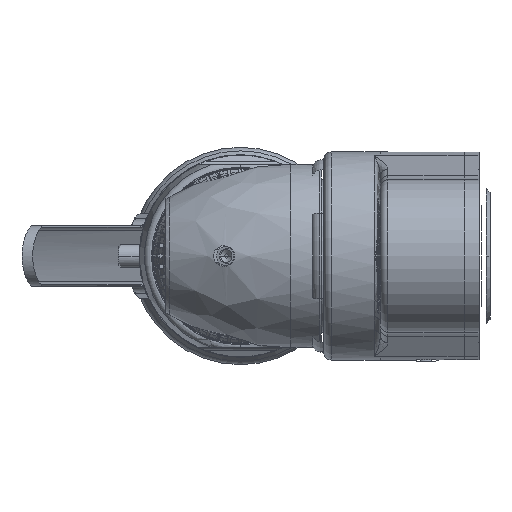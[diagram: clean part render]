
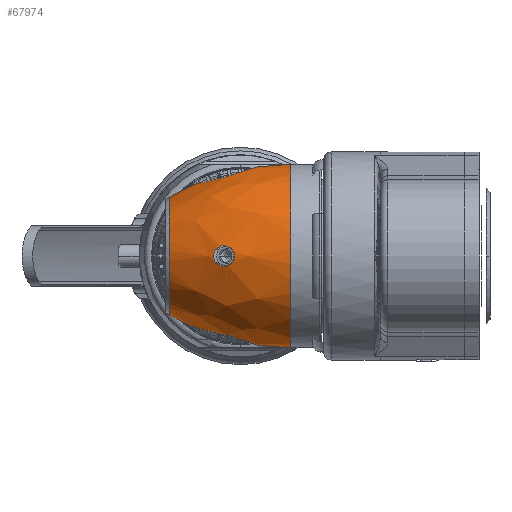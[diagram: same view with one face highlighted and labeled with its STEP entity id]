
A CAD part, left-side view. The second image highlights one B-rep face of the part: STEP entity #67974.
In plain terms, the highlighted free-form (B-spline) face has degree [3, 3] with [7, 4] control points.
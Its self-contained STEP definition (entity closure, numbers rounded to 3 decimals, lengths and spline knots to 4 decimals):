
#55454=CARTESIAN_POINT('',(-9.5647,0.584,0.));
#55455=DIRECTION('',(0.,1.,0.));
#55456=DIRECTION('',(0.675,0.,-0.738));
#55457=AXIS2_PLACEMENT_3D('',#55454,#55455,#55456);
#55459=CARTESIAN_POINT('',(-10.2149,0.2192,0.));
#55460=CARTESIAN_POINT('',(-10.2149,0.2192,
-0.009));
#55461=CARTESIAN_POINT('',(-10.2155,0.2166,
-0.0262));
#55462=CARTESIAN_POINT('',(-10.2181,0.2042,
-0.0511));
#55463=CARTESIAN_POINT('',(-10.2223,0.1854,
-0.0698));
#55464=CARTESIAN_POINT('',(-10.2279,0.163,
-0.0818));
#55465=CARTESIAN_POINT('',(-10.2351,0.1369,
-0.0865));
#55466=CARTESIAN_POINT('',(-10.2429,0.111,
-0.0823));
#55467=CARTESIAN_POINT('',(-10.2503,0.0886,
-0.0705));
#55468=CARTESIAN_POINT('',(-10.2567,0.0703,
-0.0518));
#55469=CARTESIAN_POINT('',(-10.2612,0.0581,
-0.0266));
#55470=CARTESIAN_POINT('',(-10.2621,0.0555,
-0.0091));
#55471=CARTESIAN_POINT('',(-10.2621,0.0555,0.));
#55473=CARTESIAN_POINT('',(-10.2621,0.0555,0.));
#55474=CARTESIAN_POINT('',(-10.2621,0.0555,
0.0075));
#55475=CARTESIAN_POINT('',(-10.2615,0.0573,
0.0222));
#55476=CARTESIAN_POINT('',(-10.2582,0.066,
0.0445));
#55477=CARTESIAN_POINT('',(-10.2531,0.0803,
0.063));
#55478=CARTESIAN_POINT('',(-10.2474,0.0973,
0.0756));
#55479=CARTESIAN_POINT('',(-10.2413,0.1162,
0.0834));
#55480=CARTESIAN_POINT('',(-10.2343,0.1395,
0.0862));
#55481=CARTESIAN_POINT('',(-10.2276,0.164,
0.0813));
#55482=CARTESIAN_POINT('',(-10.2222,0.1859,
0.0694));
#55483=CARTESIAN_POINT('',(-10.2181,0.204,
0.0512));
#55484=CARTESIAN_POINT('',(-10.2155,0.2166,
0.0263));
#55485=CARTESIAN_POINT('',(-10.2149,0.2192,
0.0091));
#55486=CARTESIAN_POINT('',(-10.2149,0.2192,0.));
#55502=CARTESIAN_POINT('',(-9.5647,-0.416,0.));
#55503=DIRECTION('',(0.,1.,0.));
#55504=DIRECTION('',(0.659,0.,-0.752));
#55505=AXIS2_PLACEMENT_3D('',#55502,#55503,#55504);
#55682=CARTESIAN_POINT('',(-9.2367,0.584,
0.3583));
#55683=CARTESIAN_POINT('',(-9.2485,0.5646,
0.3843));
#55684=CARTESIAN_POINT('',(-9.2725,0.5243,
0.4309));
#55685=CARTESIAN_POINT('',(-9.3056,0.4645,
0.4858));
#55686=CARTESIAN_POINT('',(-9.3345,0.4057,
0.5301));
#55687=CARTESIAN_POINT('',(-9.3574,0.3487,
0.5655));
#55688=CARTESIAN_POINT('',(-9.373,0.2936,
0.5938));
#55689=CARTESIAN_POINT('',(-9.3808,0.2365,
0.6179));
#55690=CARTESIAN_POINT('',(-9.3782,0.1734,
0.6387));
#55691=CARTESIAN_POINT('',(-9.3626,0.1056,
0.6546));
#55692=CARTESIAN_POINT('',(-9.3355,0.0344,
0.6646));
#55693=CARTESIAN_POINT('',(-9.298,-0.0423,
0.6682));
#55694=CARTESIAN_POINT('',(-9.2519,-0.1248,
0.6635));
#55695=CARTESIAN_POINT('',(-9.1979,-0.2139,
0.6485));
#55696=CARTESIAN_POINT('',(-9.1369,-0.3103,
0.6197));
#55697=CARTESIAN_POINT('',(-9.0914,-0.3804,
0.5874));
#55698=CARTESIAN_POINT('',(-9.0681,-0.416,
0.567));
#55752=CARTESIAN_POINT('',(-9.0681,-0.416,
-0.567));
#55753=CARTESIAN_POINT('',(-9.0913,-0.3805,
-0.5873));
#55754=CARTESIAN_POINT('',(-9.1366,-0.3108,
-0.6195));
#55755=CARTESIAN_POINT('',(-9.1974,-0.2148,
-0.6483));
#55756=CARTESIAN_POINT('',(-9.2511,-0.126,
-0.6634));
#55757=CARTESIAN_POINT('',(-9.2972,-0.0439,
-0.6681));
#55758=CARTESIAN_POINT('',(-9.3346,0.0325,
-0.6648));
#55759=CARTESIAN_POINT('',(-9.3619,0.1033,
-0.655));
#55760=CARTESIAN_POINT('',(-9.3779,0.1709,
-0.6394));
#55761=CARTESIAN_POINT('',(-9.381,0.2343,
-0.6187));
#55762=CARTESIAN_POINT('',(-9.3733,0.2919,
-0.5946));
#55763=CARTESIAN_POINT('',(-9.3578,0.3475,
-0.5662));
#55764=CARTESIAN_POINT('',(-9.335,0.4047,
-0.5308));
#55765=CARTESIAN_POINT('',(-9.306,0.4639,
-0.4864));
#55766=CARTESIAN_POINT('',(-9.2727,0.5239,
-0.4313));
#55767=CARTESIAN_POINT('',(-9.2486,0.5645,
-0.3845));
#55768=CARTESIAN_POINT('',(-9.2367,0.584,
-0.3583));
#66208=VERTEX_POINT('',#55682);
#66209=VERTEX_POINT('',#55698);
#66212=VERTEX_POINT('',#55752);
#66213=VERTEX_POINT('',#55768);
#67905=VERTEX_POINT('',#55471);
#67906=VERTEX_POINT('',#55459);
#67930=CARTESIAN_POINT('',(-9.0067,-0.4369,
-0.5065));
#67931=CARTESIAN_POINT('',(-9.0039,-0.0694,
-0.5091));
#67932=CARTESIAN_POINT('',(-9.0743,0.2857,
-0.4452));
#67933=CARTESIAN_POINT('',(-9.2129,0.6021,
-0.3194));
#67934=CARTESIAN_POINT('',(-9.556,-0.4369,
-1.1117));
#67935=CARTESIAN_POINT('',(-9.5559,-0.0694,
-1.1174));
#67936=CARTESIAN_POINT('',(-9.557,0.2857,
-0.977));
#67937=CARTESIAN_POINT('',(-9.5592,0.6021,
-0.701));
#67938=CARTESIAN_POINT('',(-10.3184,-0.4369,
-0.8173));
#67939=CARTESIAN_POINT('',(-10.3222,-0.0694,
-0.8214));
#67940=CARTESIAN_POINT('',(-10.2271,0.2857,
-0.7183));
#67941=CARTESIAN_POINT('',(-10.04,0.6021,
-0.5154));
#67942=CARTESIAN_POINT('',(-10.3184,-0.4369,0.));
#67943=CARTESIAN_POINT('',(-10.3222,-0.0694,0.));
#67944=CARTESIAN_POINT('',(-10.2271,0.2857,0.));
#67945=CARTESIAN_POINT('',(-10.04,0.6021,0.));
#67946=CARTESIAN_POINT('',(-10.3184,-0.4369,
0.8173));
#67947=CARTESIAN_POINT('',(-10.3222,-0.0694,
0.8214));
#67948=CARTESIAN_POINT('',(-10.2271,0.2857,
0.7183));
#67949=CARTESIAN_POINT('',(-10.04,0.6021,
0.5154));
#67950=CARTESIAN_POINT('',(-9.556,-0.4369,
1.1117));
#67951=CARTESIAN_POINT('',(-9.5559,-0.0694,
1.1174));
#67952=CARTESIAN_POINT('',(-9.557,0.2857,
0.977));
#67953=CARTESIAN_POINT('',(-9.5592,0.6021,
0.701));
#67954=CARTESIAN_POINT('',(-9.0067,-0.4369,
0.5065));
#67955=CARTESIAN_POINT('',(-9.0039,-0.0694,
0.5091));
#67956=CARTESIAN_POINT('',(-9.0743,0.2857,
0.4452));
#67957=CARTESIAN_POINT('',(-9.2129,0.6021,
0.3194));
#67958=(BOUNDED_SURFACE()B_SPLINE_SURFACE(3,3,((#67930,#67931,#67932,#67933),(
#67934,#67935,#67936,#67937),(#67938,#67939,#67940,#67941),(#67942,#67943,
#67944,#67945),(#67946,#67947,#67948,#67949),(#67950,#67951,#67952,#67953),(
#67954,#67955,#67956,#67957)),.UNSPECIFIED.,.F.,.F.,.F.)B_SPLINE_SURFACE_WITH_KNOTS((4,3,4),(4,4),(0.,1.,2.),(0.,1.),.UNSPECIFIED.)GEOMETRIC_REPRESENTATION_ITEM()RATIONAL_B_SPLINE_SURFACE(((1.498,1.461,
1.461,1.498),(0.859,0.838,
0.838,0.859),(0.859,0.838,
0.838,0.859),(1.498,1.461,
1.461,1.498),(0.859,0.838,
0.838,0.859),(0.859,0.838,
0.838,0.859),(1.498,1.461,
1.461,1.498)))REPRESENTATION_ITEM('')SURFACE());
#67960=ORIENTED_EDGE('',*,*,#67959,.T.);
#67962=ORIENTED_EDGE('',*,*,#67961,.F.);
#67964=ORIENTED_EDGE('',*,*,#67963,.T.);
#67965=ORIENTED_EDGE('',*,*,#67923,.T.);
#67966=EDGE_LOOP('',(#67960,#67962,#67964,#67965));
#67967=FACE_OUTER_BOUND('',#67966,.F.);
#67969=ORIENTED_EDGE('',*,*,#67968,.T.);
#67971=ORIENTED_EDGE('',*,*,#67970,.T.);
#67972=EDGE_LOOP('',(#67969,#67971));
#67973=FACE_BOUND('',#67972,.F.);
#67974=ADVANCED_FACE('',(#67967,#67973),#67958,.T.);
#55458=CIRCLE('',#55457,0.4858);
#55472=B_SPLINE_CURVE_WITH_KNOTS('',3,(#55459,#55460,#55461,#55462,#55463,
#55464,#55465,#55466,#55467,#55468,#55469,#55470,#55471),.UNSPECIFIED.,.F.,.F.,(
4,1,1,1,1,1,1,1,1,1,4),(0.,0.1,0.2,0.3,0.4,0.5,0.6,0.7,0.8,
0.9,1.),.UNSPECIFIED.);
#55487=B_SPLINE_CURVE_WITH_KNOTS('',3,(#55473,#55474,#55475,#55476,#55477,
#55478,#55479,#55480,#55481,#55482,#55483,#55484,#55485,#55486),.UNSPECIFIED.,
.F.,.F.,(4,1,1,1,1,1,1,1,1,1,1,4),(0.,0.0909,0.1818,
0.2727,0.3636,0.4545,0.5455,
0.6364,0.7273,0.8182,0.9091,1.),
.UNSPECIFIED.);
#55506=CIRCLE('',#55505,0.7538);
#55699=B_SPLINE_CURVE_WITH_KNOTS('',3,(#55682,#55683,#55684,#55685,#55686,
#55687,#55688,#55689,#55690,#55691,#55692,#55693,#55694,#55695,#55696,#55697,
#55698),.UNSPECIFIED.,.F.,.F.,(4,1,1,1,1,1,1,1,1,1,1,1,1,1,4),(0.,
0.0714,0.1429,0.2143,0.2857,
0.3571,0.4286,0.5,0.5714,0.6429,
0.7143,0.7857,0.8571,0.9286,1.),
.UNSPECIFIED.);
#55769=B_SPLINE_CURVE_WITH_KNOTS('',3,(#55752,#55753,#55754,#55755,#55756,
#55757,#55758,#55759,#55760,#55761,#55762,#55763,#55764,#55765,#55766,#55767,
#55768),.UNSPECIFIED.,.F.,.F.,(4,1,1,1,1,1,1,1,1,1,1,1,1,1,4),(0.,
0.0714,0.1429,0.2143,0.2857,
0.3571,0.4286,0.5,0.5714,0.6429,
0.7143,0.7857,0.8571,0.9286,1.),
.UNSPECIFIED.);
#67923=EDGE_CURVE('',#66213,#66208,#55458,.T.);
#67959=EDGE_CURVE('',#66208,#66209,#55699,.T.);
#67961=EDGE_CURVE('',#66212,#66209,#55506,.T.);
#67963=EDGE_CURVE('',#66212,#66213,#55769,.T.);
#67968=EDGE_CURVE('',#67906,#67905,#55472,.T.);
#67970=EDGE_CURVE('',#67905,#67906,#55487,.T.);
